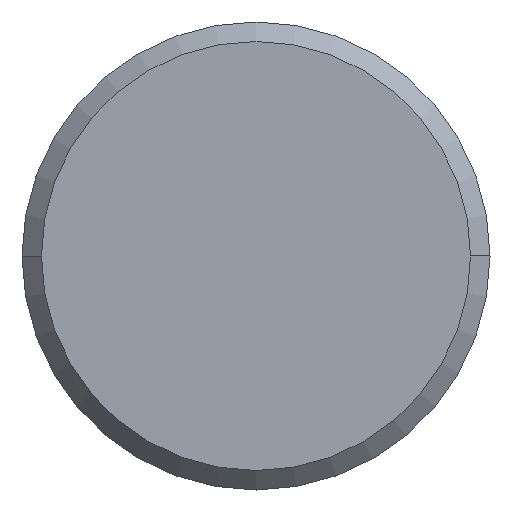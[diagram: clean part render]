
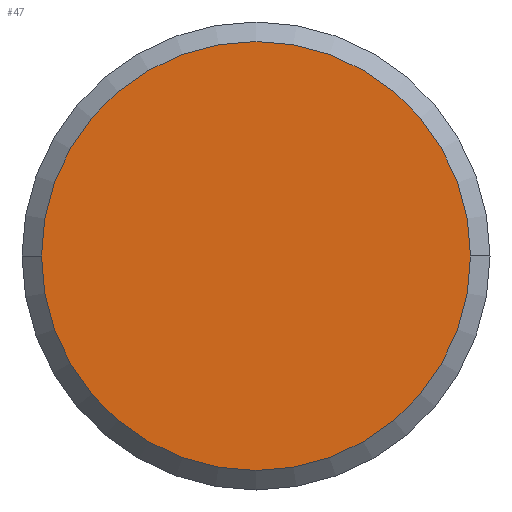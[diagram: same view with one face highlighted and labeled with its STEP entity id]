
A CAD part, left-side view. The second image highlights one B-rep face of the part: STEP entity #47.
In plain terms, the highlighted planar face has unit normal (-1, 0, 0).
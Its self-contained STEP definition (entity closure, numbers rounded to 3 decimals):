
#12 = DIRECTION ( 'NONE',  ( 0., 1., 0. ) ) ;
#32 = ORIENTED_EDGE ( 'NONE', *, *, #146, .F. ) ;
#36 = AXIS2_PLACEMENT_3D ( 'NONE', #295, #155, #304 ) ;
#47 = ADVANCED_FACE ( 'NONE', ( #268 ), #89, .T. ) ;
#89 = PLANE ( 'NONE',  #36 ) ;
#97 = ORIENTED_EDGE ( 'NONE', *, *, #169, .F. ) ;
#106 = VERTEX_POINT ( 'NONE', #114 ) ;
#114 = CARTESIAN_POINT ( 'NONE',  ( -54., -5.5, 0. ) ) ;
#123 = DIRECTION ( 'NONE',  ( 1., 0., 0. ) ) ;
#146 = EDGE_CURVE ( 'NONE', #298, #106, #243, .T. ) ;
#155 = DIRECTION ( 'NONE',  ( -1., 0., 0. ) ) ;
#169 = EDGE_CURVE ( 'NONE', #106, #298, #236, .T. ) ;
#206 = DIRECTION ( 'NONE',  ( 1., 0., 0. ) ) ;
#236 = CIRCLE ( 'NONE', #361, 5.5 ) ;
#243 = CIRCLE ( 'NONE', #312, 5.5 ) ;
#268 = FACE_OUTER_BOUND ( 'NONE', #313, .T. ) ;
#277 = CARTESIAN_POINT ( 'NONE',  ( -54., 0., 0. ) ) ;
#295 = CARTESIAN_POINT ( 'NONE',  ( -54., 0., 0. ) ) ;
#298 = VERTEX_POINT ( 'NONE', #352 ) ;
#300 = DIRECTION ( 'NONE',  ( 0., 1., 0. ) ) ;
#304 = DIRECTION ( 'NONE',  ( 0., -1., 0. ) ) ;
#312 = AXIS2_PLACEMENT_3D ( 'NONE', #346, #206, #12 ) ;
#313 = EDGE_LOOP ( 'NONE', ( #32, #97 ) ) ;
#346 = CARTESIAN_POINT ( 'NONE',  ( -54., 0., 0. ) ) ;
#352 = CARTESIAN_POINT ( 'NONE',  ( -54., 5.5, 0. ) ) ;
#361 = AXIS2_PLACEMENT_3D ( 'NONE', #277, #123, #300 ) ;
